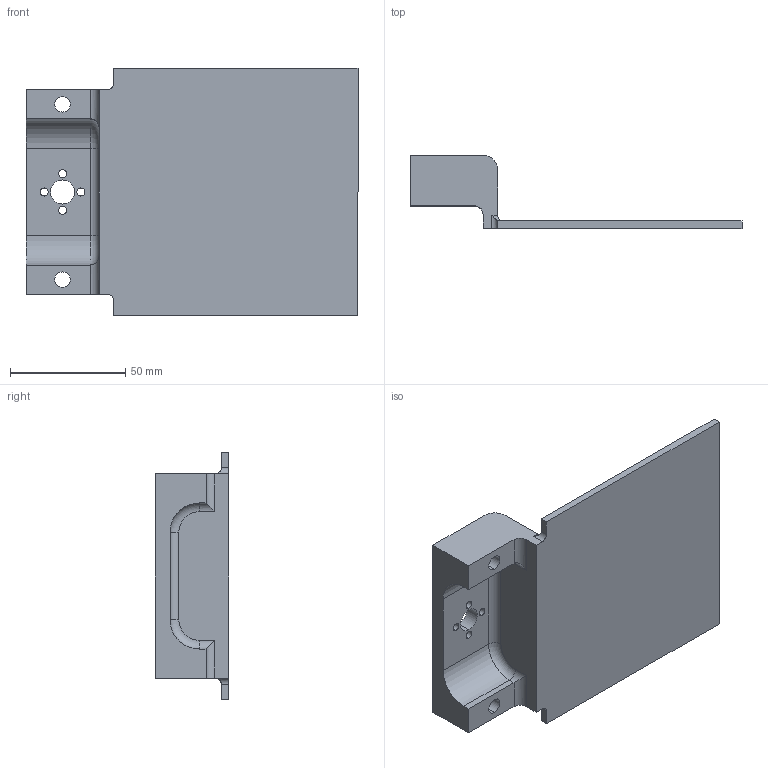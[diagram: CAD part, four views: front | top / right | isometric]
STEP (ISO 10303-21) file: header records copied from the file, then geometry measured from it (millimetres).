
FILE_DESCRIPTION (( 'STEP AP214' ), '1' );
FILE_NAME ('1x DESTACKER V2 2. Elevator platform.STEP', '2024-07-03T04:37:53', ( '' ), ( '' ), 'SwSTEP 2.0', 'SolidWorks 2023', '' );
FILE_SCHEMA (( 'AUTOMOTIVE_DESIGN' ));
Length unit declared in the file: inch
Products named in the file (1): 1x DESTACKER V2 2. Elevator platform
Bounding box: 144.27 x 31.75 x 107.44 mm (x, y, z)
Volume: 84218.9 mm3; surface area: 38967.6 mm2
Topology: 1 solids, 1 shells, 47 faces, 125 edges, 80 vertices
Faces by surface type: cylinder 27, plane 18, torus 2
Entity records: 1518 total; most frequent: CARTESIAN_POINT 271, DIRECTION 259, ORIENTED_EDGE 250, EDGE_CURVE 125, AXIS2_PLACEMENT_3D 92, VERTEX_POINT 80, VECTOR 75, LINE 75
